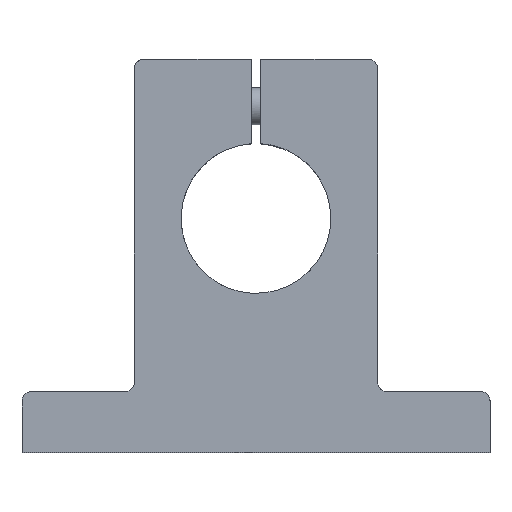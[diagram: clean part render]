
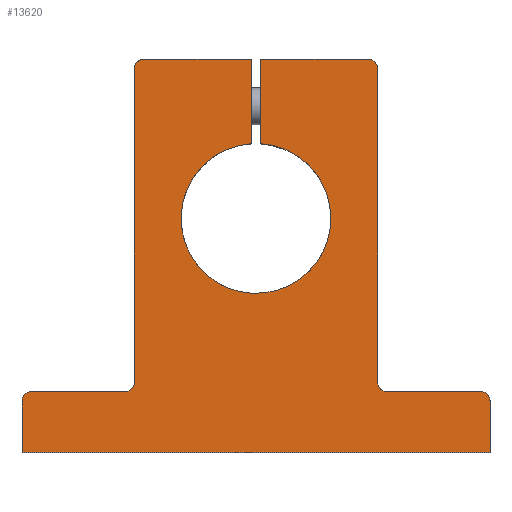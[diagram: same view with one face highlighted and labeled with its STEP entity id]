
A CAD part, top view. The second image highlights one B-rep face of the part: STEP entity #13620.
In plain terms, the highlighted free-form (B-spline) face has degree [1, 1] with [2, 2] control points.
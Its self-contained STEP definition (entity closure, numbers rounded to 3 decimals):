
#3590 = CARTESIAN_POINT ('', (-13., 7.5, 16.));
#3600 = VERTEX_POINT ('', #3590);
#3660 = CARTESIAN_POINT ('', (-13., 41., 16.));
#3670 = VERTEX_POINT ('', #3660);
#3680 = CARTESIAN_POINT ('', (-13., 7.5, 16.));
#3690 = CARTESIAN_POINT ('', (-13., 41., 16.));
#3700 = B_SPLINE_CURVE_WITH_KNOTS ('', 1, (#3680, #3690), .UNSPECIFIED., .F., .U., (2, 2), (0., 1.), .UNSPECIFIED.);
#3710 = EDGE_CURVE ('', #3600, #3670, #3700, .T.);
#4030 = CARTESIAN_POINT ('', (-14., 6.5, 16.));
#4040 = VERTEX_POINT ('', #4030);
#4100 = CARTESIAN_POINT ('', (-14., 6.5, 16.));
#4110 = CARTESIAN_POINT ('', (-13.414, 6.5, 16.));
#4120 = CARTESIAN_POINT ('', (-13., 6.914, 16.));
#4130 = CARTESIAN_POINT ('', (-13., 7.5, 16.));
#4140 = (
   BOUNDED_CURVE ()
   B_SPLINE_CURVE (3, (#4100, #4110, #4120, #4130), .UNSPECIFIED., .F., .U.)
   B_SPLINE_CURVE_WITH_KNOTS ((4, 4), (0., 1.), .UNSPECIFIED.)
   CURVE ()
   GEOMETRIC_REPRESENTATION_ITEM ()
   RATIONAL_B_SPLINE_CURVE ((1., 0.805, 0.805, 1.))
   REPRESENTATION_ITEM ('')
);
#4150 = EDGE_CURVE ('', #4040, #3600, #4140, .T.);
#4370 = CARTESIAN_POINT ('', (-24., 6.5, 16.));
#4380 = VERTEX_POINT ('', #4370);
#4440 = CARTESIAN_POINT ('', (-14., 6.5, 16.));
#4450 = CARTESIAN_POINT ('', (-24., 6.5, 16.));
#4460 = B_SPLINE_CURVE_WITH_KNOTS ('', 1, (#4440, #4450), .UNSPECIFIED., .F., .U., (2, 2), (0., 1.), .UNSPECIFIED.);
#4470 = EDGE_CURVE ('', #4040, #4380, #4460, .T.);
#5560 = CARTESIAN_POINT ('', (25., 0., 16.));
#5570 = VERTEX_POINT ('', #5560);
#5630 = CARTESIAN_POINT ('', (-25., 0., 16.));
#5640 = VERTEX_POINT ('', #5630);
#5650 = CARTESIAN_POINT ('', (-25., 0., 16.));
#5660 = CARTESIAN_POINT ('', (25., 0., 16.));
#5670 = B_SPLINE_CURVE_WITH_KNOTS ('', 1, (#5650, #5660), .UNSPECIFIED., .F., .U., (2, 2), (0., 1.), .UNSPECIFIED.);
#5680 = EDGE_CURVE ('', #5640, #5570, #5670, .T.);
#6860 = CARTESIAN_POINT ('', (14., 6.5, 16.));
#6870 = VERTEX_POINT ('', #6860);
#6930 = CARTESIAN_POINT ('', (24., 6.5, 16.));
#6940 = VERTEX_POINT ('', #6930);
#6950 = CARTESIAN_POINT ('', (24., 6.5, 16.));
#6960 = CARTESIAN_POINT ('', (14., 6.5, 16.));
#6970 = B_SPLINE_CURVE_WITH_KNOTS ('', 1, (#6950, #6960), .UNSPECIFIED., .F., .U., (2, 2), (0., 1.), .UNSPECIFIED.);
#6980 = EDGE_CURVE ('', #6940, #6870, #6970, .T.);
#7270 = CARTESIAN_POINT ('', (13., 7.5, 16.));
#7280 = VERTEX_POINT ('', #7270);
#7340 = CARTESIAN_POINT ('', (13., 7.5, 16.));
#7350 = CARTESIAN_POINT ('', (13., 6.914, 16.));
#7360 = CARTESIAN_POINT ('', (13.414, 6.5, 16.));
#7370 = CARTESIAN_POINT ('', (14., 6.5, 16.));
#7380 = (
   BOUNDED_CURVE ()
   B_SPLINE_CURVE (3, (#7340, #7350, #7360, #7370), .UNSPECIFIED., .F., .U.)
   B_SPLINE_CURVE_WITH_KNOTS ((4, 4), (0., 1.), .UNSPECIFIED.)
   CURVE ()
   GEOMETRIC_REPRESENTATION_ITEM ()
   RATIONAL_B_SPLINE_CURVE ((1., 0.805, 0.805, 1.))
   REPRESENTATION_ITEM ('')
);
#7390 = EDGE_CURVE ('', #7280, #6870, #7380, .T.);
#7610 = CARTESIAN_POINT ('', (13., 41., 16.));
#7620 = VERTEX_POINT ('', #7610);
#7680 = CARTESIAN_POINT ('', (13., 7.5, 16.));
#7690 = CARTESIAN_POINT ('', (13., 41., 16.));
#7700 = B_SPLINE_CURVE_WITH_KNOTS ('', 1, (#7680, #7690), .UNSPECIFIED., .F., .U., (2, 2), (0., 1.), .UNSPECIFIED.);
#7710 = EDGE_CURVE ('', #7280, #7620, #7700, .T.);
#10250 = CARTESIAN_POINT ('', (12., 42., 16.));
#10260 = VERTEX_POINT ('', #10250);
#10320 = CARTESIAN_POINT ('', (12., 42., 16.));
#10330 = CARTESIAN_POINT ('', (12.586, 42., 16.));
#10340 = CARTESIAN_POINT ('', (13., 41.586, 16.));
#10350 = CARTESIAN_POINT ('', (13., 41., 16.));
#10360 = (
   BOUNDED_CURVE ()
   B_SPLINE_CURVE (3, (#10320, #10330, #10340, #10350), .UNSPECIFIED., .F., .U.)
   B_SPLINE_CURVE_WITH_KNOTS ((4, 4), (0., 1.), .UNSPECIFIED.)
   CURVE ()
   GEOMETRIC_REPRESENTATION_ITEM ()
   RATIONAL_B_SPLINE_CURVE ((1., 0.805, 0.805, 1.))
   REPRESENTATION_ITEM ('')
);
#10370 = EDGE_CURVE ('', #10260, #7620, #10360, .T.);
#10590 = CARTESIAN_POINT ('', (0.5, 42., 16.));
#10600 = VERTEX_POINT ('', #10590);
#10660 = CARTESIAN_POINT ('', (0.5, 42., 16.));
#10670 = CARTESIAN_POINT ('', (12., 42., 16.));
#10680 = B_SPLINE_CURVE_WITH_KNOTS ('', 1, (#10660, #10670), .UNSPECIFIED., .F., .U., (2, 2), (0., 1.), .UNSPECIFIED.);
#10690 = EDGE_CURVE ('', #10600, #10260, #10680, .T.);
#10870 = CARTESIAN_POINT ('', (0.5, 32.984, 16.));
#10880 = VERTEX_POINT ('', #10870);
#10940 = CARTESIAN_POINT ('', (0.5, 32.984, 16.));
#10950 = CARTESIAN_POINT ('', (0.5, 42., 16.));
#10960 = B_SPLINE_CURVE_WITH_KNOTS ('', 1, (#10940, #10950), .UNSPECIFIED., .F., .U., (2, 2), (0., 1.), .UNSPECIFIED.);
#10970 = EDGE_CURVE ('', #10880, #10600, #10960, .T.);
#12060 = CARTESIAN_POINT ('', (-0.5, 42., 16.));
#12070 = VERTEX_POINT ('', #12060);
#12130 = CARTESIAN_POINT ('', (-0.5, 32.984, 16.));
#12140 = VERTEX_POINT ('', #12130);
#12150 = CARTESIAN_POINT ('', (-0.5, 32.984, 16.));
#12160 = CARTESIAN_POINT ('', (-0.5, 42., 16.));
#12170 = B_SPLINE_CURVE_WITH_KNOTS ('', 1, (#12150, #12160), .UNSPECIFIED., .F., .U., (2, 2), (0., 1.), .UNSPECIFIED.);
#12180 = EDGE_CURVE ('', #12140, #12070, #12170, .T.);
#12450 = CARTESIAN_POINT ('', (-12., 42., 16.));
#12460 = VERTEX_POINT ('', #12450);
#12520 = CARTESIAN_POINT ('', (-12., 42., 16.));
#12530 = CARTESIAN_POINT ('', (-0.5, 42., 16.));
#12540 = B_SPLINE_CURVE_WITH_KNOTS ('', 1, (#12520, #12530), .UNSPECIFIED., .F., .U., (2, 2), (0., 1.), .UNSPECIFIED.);
#12550 = EDGE_CURVE ('', #12460, #12070, #12540, .T.);
#12680 = CARTESIAN_POINT ('', (-13., 41., 16.));
#12690 = CARTESIAN_POINT ('', (-13., 41.586, 16.));
#12700 = CARTESIAN_POINT ('', (-12.586, 42., 16.));
#12710 = CARTESIAN_POINT ('', (-12., 42., 16.));
#12720 = (
   BOUNDED_CURVE ()
   B_SPLINE_CURVE (3, (#12680, #12690, #12700, #12710), .UNSPECIFIED., .F., .U.)
   B_SPLINE_CURVE_WITH_KNOTS ((4, 4), (0., 1.), .UNSPECIFIED.)
   CURVE ()
   GEOMETRIC_REPRESENTATION_ITEM ()
   RATIONAL_B_SPLINE_CURVE ((1., 0.805, 0.805, 1.))
   REPRESENTATION_ITEM ('')
);
#12730 = EDGE_CURVE ('', #3670, #12460, #12720, .T.);
#12950 = ORIENTED_EDGE ('', *, *, #4470, .T.);
#12960 = CARTESIAN_POINT ('', (-25., 5.5, 16.));
#12970 = VERTEX_POINT ('', #12960);
#12980 = CARTESIAN_POINT ('', (-25., 5.5, 16.));
#12990 = CARTESIAN_POINT ('', (-25., 6.086, 16.));
#13000 = CARTESIAN_POINT ('', (-24.586, 6.5, 16.));
#13010 = CARTESIAN_POINT ('', (-24., 6.5, 16.));
#13020 = (
   BOUNDED_CURVE ()
   B_SPLINE_CURVE (3, (#12980, #12990, #13000, #13010), .UNSPECIFIED., .F., .U.)
   B_SPLINE_CURVE_WITH_KNOTS ((4, 4), (0., 1.), .UNSPECIFIED.)
   CURVE ()
   GEOMETRIC_REPRESENTATION_ITEM ()
   RATIONAL_B_SPLINE_CURVE ((1., 0.805, 0.805, 1.))
   REPRESENTATION_ITEM ('')
);
#13030 = EDGE_CURVE ('', #12970, #4380, #13020, .T.);
#13040 = ORIENTED_EDGE ('', *, *, #13030, .F.);
#13050 = CARTESIAN_POINT ('', (-25., 5.5, 16.));
#13060 = CARTESIAN_POINT ('', (-25., 0., 16.));
#13070 = B_SPLINE_CURVE_WITH_KNOTS ('', 1, (#13050, #13060), .UNSPECIFIED., .F., .U., (2, 2), (0., 1.), .UNSPECIFIED.);
#13080 = EDGE_CURVE ('', #12970, #5640, #13070, .T.);
#13090 = ORIENTED_EDGE ('', *, *, #13080, .T.);
#13100 = ORIENTED_EDGE ('', *, *, #5680, .T.);
#13110 = CARTESIAN_POINT ('', (25., 5.5, 16.));
#13120 = VERTEX_POINT ('', #13110);
#13130 = CARTESIAN_POINT ('', (25., 5.5, 16.));
#13140 = CARTESIAN_POINT ('', (25., 0., 16.));
#13150 = B_SPLINE_CURVE_WITH_KNOTS ('', 1, (#13130, #13140), .UNSPECIFIED., .F., .U., (2, 2), (0., 1.), .UNSPECIFIED.);
#13160 = EDGE_CURVE ('', #13120, #5570, #13150, .T.);
#13170 = ORIENTED_EDGE ('', *, *, #13160, .F.);
#13180 = CARTESIAN_POINT ('', (24., 6.5, 16.));
#13190 = CARTESIAN_POINT ('', (24.586, 6.5, 16.));
#13200 = CARTESIAN_POINT ('', (25., 6.086, 16.));
#13210 = CARTESIAN_POINT ('', (25., 5.5, 16.));
#13220 = (
   BOUNDED_CURVE ()
   B_SPLINE_CURVE (3, (#13180, #13190, #13200, #13210), .UNSPECIFIED., .F., .U.)
   B_SPLINE_CURVE_WITH_KNOTS ((4, 4), (0., 1.), .UNSPECIFIED.)
   CURVE ()
   GEOMETRIC_REPRESENTATION_ITEM ()
   RATIONAL_B_SPLINE_CURVE ((1., 0.805, 0.805, 1.))
   REPRESENTATION_ITEM ('')
);
#13230 = EDGE_CURVE ('', #6940, #13120, #13220, .T.);
#13240 = ORIENTED_EDGE ('', *, *, #13230, .F.);
#13250 = ORIENTED_EDGE ('', *, *, #6980, .T.);
#13260 = ORIENTED_EDGE ('', *, *, #7390, .F.);
#13270 = ORIENTED_EDGE ('', *, *, #7710, .T.);
#13280 = ORIENTED_EDGE ('', *, *, #10370, .F.);
#13290 = ORIENTED_EDGE ('', *, *, #10690, .F.);
#13300 = ORIENTED_EDGE ('', *, *, #10970, .F.);
#13310 = CARTESIAN_POINT ('', (-0.5, 17.016, 16.));
#13320 = VERTEX_POINT ('', #13310);
#13330 = CARTESIAN_POINT ('', (-0.5, 17.016, 16.));
#13340 = CARTESIAN_POINT ('', (-0.332, 17.005, 16.));
#13350 = CARTESIAN_POINT ('', (-0.165, 17., 16.));
#13360 = CARTESIAN_POINT ('', (0., 17., 16.));
#13370 = CARTESIAN_POINT ('', (15.051, 17., 16.));
#13380 = CARTESIAN_POINT ('', (15.522, 32.044, 16.));
#13390 = CARTESIAN_POINT ('', (0.5, 32.984, 16.));
#13400 = (
   BOUNDED_CURVE ()
   B_SPLINE_CURVE (3, (#13330, #13340, #13350, #13360, #13370, #13380, #13390), .UNSPECIFIED., .F., .U.)
   B_SPLINE_CURVE_WITH_KNOTS ((4, 3, 4), (0., 0.029, 1.), .UNSPECIFIED.)
   CURVE ()
   GEOMETRIC_REPRESENTATION_ITEM ()
   RATIONAL_B_SPLINE_CURVE ((0.943, 0.961, 0.98, 1., 0.354, 0.354, 1.))
   REPRESENTATION_ITEM ('')
);
#13410 = EDGE_CURVE ('', #13320, #10880, #13400, .T.);
#13420 = ORIENTED_EDGE ('', *, *, #13410, .F.);
#13430 = CARTESIAN_POINT ('', (-0.5, 32.984, 16.));
#13440 = CARTESIAN_POINT ('', (-14.301, 32.12, 16.));
#13450 = CARTESIAN_POINT ('', (-15.041, 17.926, 16.));
#13460 = CARTESIAN_POINT ('', (-0.5, 17.016, 16.));
#13470 = (
   BOUNDED_CURVE ()
   B_SPLINE_CURVE (3, (#13430, #13440, #13450, #13460), .UNSPECIFIED., .F., .U.)
   B_SPLINE_CURVE_WITH_KNOTS ((4, 4), (0., 1.), .UNSPECIFIED.)
   CURVE ()
   GEOMETRIC_REPRESENTATION_ITEM ()
   RATIONAL_B_SPLINE_CURVE ((1., 0.374, 0.355, 0.943))
   REPRESENTATION_ITEM ('')
);
#13480 = EDGE_CURVE ('', #12140, #13320, #13470, .T.);
#13490 = ORIENTED_EDGE ('', *, *, #13480, .F.);
#13500 = ORIENTED_EDGE ('', *, *, #12180, .T.);
#13510 = ORIENTED_EDGE ('', *, *, #12550, .F.);
#13520 = ORIENTED_EDGE ('', *, *, #12730, .F.);
#13530 = ORIENTED_EDGE ('', *, *, #3710, .F.);
#13540 = ORIENTED_EDGE ('', *, *, #4150, .F.);
#13550 = EDGE_LOOP ('', (#12950, #13040, #13090, #13100, #13170, #13240, #13250, #13260, #13270, #13280, #13290, #13300, #13420, #13490, #13500, #13510, #13520, #13530, #13540));
#13560 = FACE_OUTER_BOUND ('', #13550, .T.);
#13570 = CARTESIAN_POINT ('', (-25., 0., 16.));
#13580 = CARTESIAN_POINT ('', (-25., 42., 16.));
#13590 = CARTESIAN_POINT ('', (25., 0., 16.));
#13600 = CARTESIAN_POINT ('', (25., 42., 16.));
#13610 = B_SPLINE_SURFACE_WITH_KNOTS ('', 1, 1, ((#13570, #13580), (#13590, #13600)), .UNSPECIFIED., .F., .F., .U., (2, 2), (2, 2), (0., 1.), (0., 1.), .UNSPECIFIED.);
#13620 = ADVANCED_FACE ('', (#13560), #13610, .T.);
